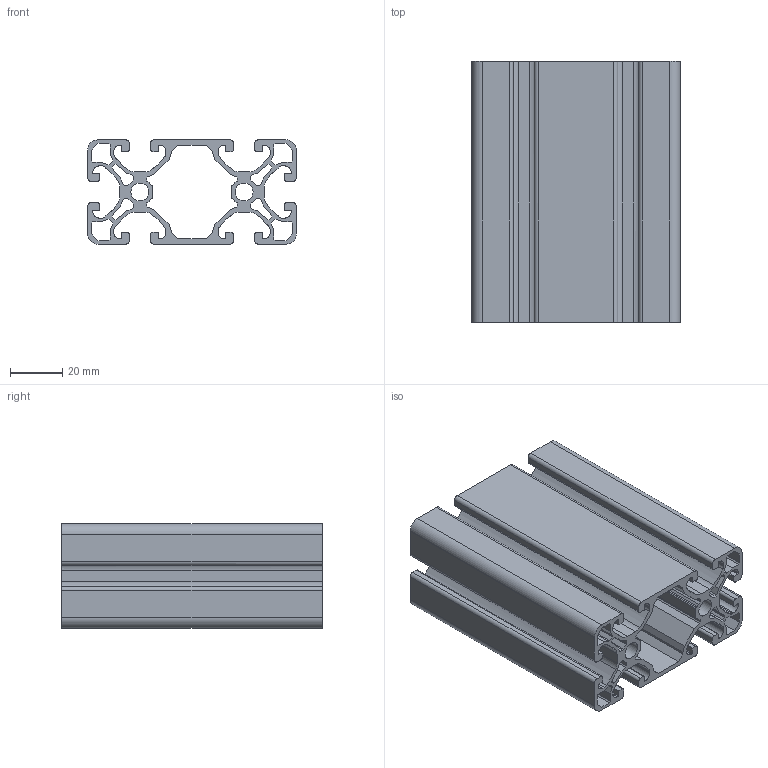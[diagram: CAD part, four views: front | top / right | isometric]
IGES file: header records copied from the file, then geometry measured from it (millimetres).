
Global section: file name: 174080E; native system: Autodesk Inventor 2024; preprocessor: unknown; organization: Alutec KK; date: 20241009.140908; units: millimetre
Bounding box: 80 x 100 x 40 mm (x, y, z)
Volume: 91079.4 mm3; surface area: 90323.7 mm2
Topology: 1 solids, 1 shells, 342 faces, 1024 edges, 684 vertices
Faces by surface type: bspline 342
